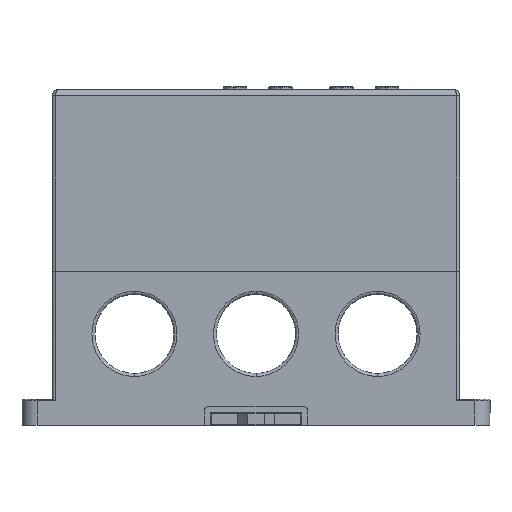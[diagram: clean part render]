
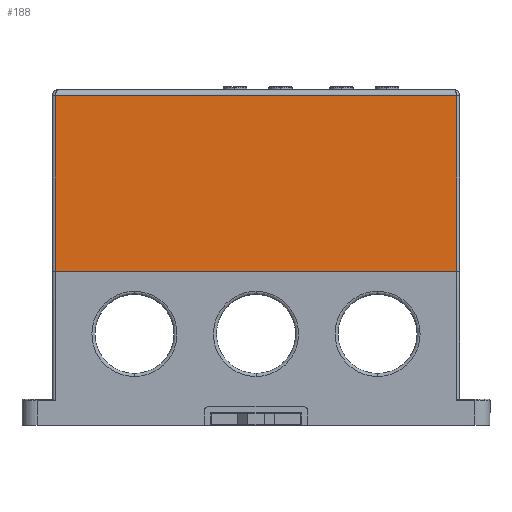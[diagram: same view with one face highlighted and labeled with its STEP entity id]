
A CAD part, front view. The second image highlights one B-rep face of the part: STEP entity #188.
In plain terms, the highlighted planar face has unit normal (0, -1, 0).
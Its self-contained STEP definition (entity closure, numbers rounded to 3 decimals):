
#188 = ADVANCED_FACE ( 'NONE', ( #46424 ), #18569, .F. ) ;
#1414 = LINE ( 'NONE', #15051, #53974 ) ;
#9022 = LINE ( 'NONE', #39736, #42628 ) ;
#10489 = CARTESIAN_POINT ( 'NONE',  ( -66., -25., 50.1 ) ) ;
#11632 = LINE ( 'NONE', #23384, #45192 ) ;
#12562 = VERTEX_POINT ( 'NONE', #35075 ) ;
#15051 = CARTESIAN_POINT ( 'NONE',  ( -67., -25., 107.9 ) ) ;
#15441 = CARTESIAN_POINT ( 'NONE',  ( -66., -25., 50. ) ) ;
#17375 = VERTEX_POINT ( 'NONE', #10489 ) ;
#17762 = DIRECTION ( 'NONE',  ( 0., 0., 1. ) ) ;
#17811 = DIRECTION ( 'NONE',  ( 0., 1., 0. ) ) ;
#18154 = CARTESIAN_POINT ( 'NONE',  ( -67., -25., 50. ) ) ;
#18569 = PLANE ( 'NONE',  #44718 ) ;
#18778 = VERTEX_POINT ( 'NONE', #37365 ) ;
#23384 = CARTESIAN_POINT ( 'NONE',  ( -67., -25., 50.1 ) ) ;
#23463 = ORIENTED_EDGE ( 'NONE', *, *, #44794, .F. ) ;
#26837 = CARTESIAN_POINT ( 'NONE',  ( 66., -25., 50.1 ) ) ;
#28327 = DIRECTION ( 'NONE',  ( 1., 0., 0. ) ) ;
#29183 = EDGE_LOOP ( 'NONE', ( #55678, #23463, #29610, #47569 ) ) ;
#29610 = ORIENTED_EDGE ( 'NONE', *, *, #51025, .F. ) ;
#35075 = CARTESIAN_POINT ( 'NONE',  ( -66., -25., 107.9 ) ) ;
#35872 = LINE ( 'NONE', #15441, #37209 ) ;
#37209 = VECTOR ( 'NONE', #46033, 1000. ) ;
#37365 = CARTESIAN_POINT ( 'NONE',  ( 66., -25., 107.9 ) ) ;
#38642 = EDGE_CURVE ( 'NONE', #17375, #12562, #35872, .T. ) ;
#39736 = CARTESIAN_POINT ( 'NONE',  ( 66., -25., 50. ) ) ;
#40916 = EDGE_CURVE ( 'NONE', #42147, #17375, #11632, .T. ) ;
#42147 = VERTEX_POINT ( 'NONE', #26837 ) ;
#42628 = VECTOR ( 'NONE', #48261, 1000. ) ;
#44718 = AXIS2_PLACEMENT_3D ( 'NONE', #18154, #17811, #17762 ) ;
#44794 = EDGE_CURVE ( 'NONE', #18778, #42147, #9022, .T. ) ;
#45192 = VECTOR ( 'NONE', #45249, 1000. ) ;
#45249 = DIRECTION ( 'NONE',  ( -1., 0., 0. ) ) ;
#46033 = DIRECTION ( 'NONE',  ( 0., 0., 1. ) ) ;
#46424 = FACE_OUTER_BOUND ( 'NONE', #29183, .T. ) ;
#47569 = ORIENTED_EDGE ( 'NONE', *, *, #38642, .F. ) ;
#48261 = DIRECTION ( 'NONE',  ( 0., 0., -1. ) ) ;
#51025 = EDGE_CURVE ( 'NONE', #12562, #18778, #1414, .T. ) ;
#53974 = VECTOR ( 'NONE', #28327, 1000. ) ;
#55678 = ORIENTED_EDGE ( 'NONE', *, *, #40916, .F. ) ;
